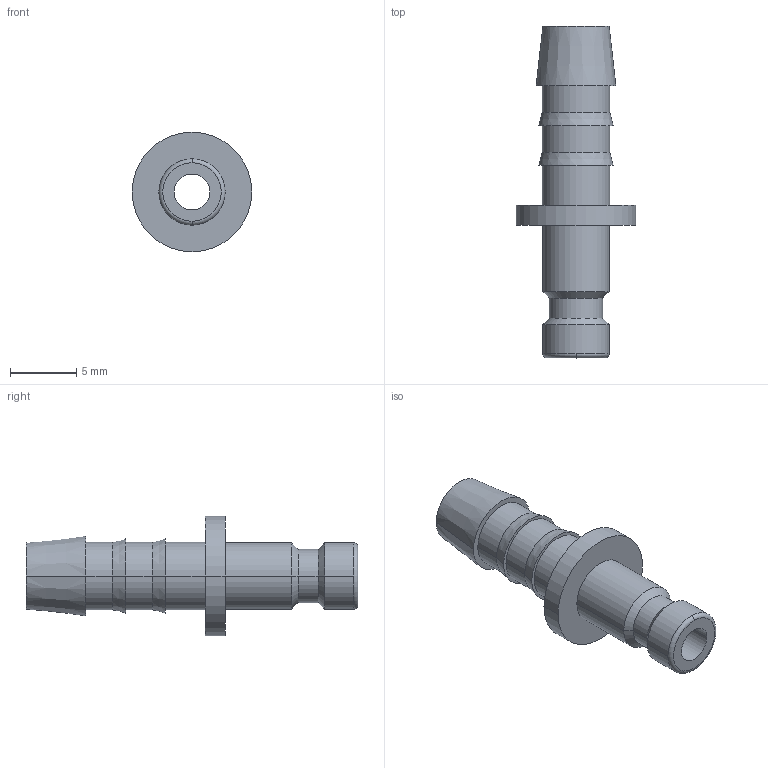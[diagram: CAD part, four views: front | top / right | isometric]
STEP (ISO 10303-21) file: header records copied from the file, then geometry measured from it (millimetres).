
FILE_DESCRIPTION(('STEP AP214'),'1');
FILE_NAME('eshmc_5_sl.stp','2020-04-22T06:06:59',('TraceParts'),('TraceParts S.A.'),'Spatial InterOp 3D',' ',' ');
FILE_SCHEMA(('automotive_design'));
Length unit declared in the file: millimetre
Products named in the file (1): 1
Bounding box: 9 x 25 x 9 mm (x, y, z)
Volume: 429.3 mm3; surface area: 765.3 mm2
Topology: 1 solids, 1 shells, 35 faces, 73 edges, 45 vertices
Faces by surface type: cylinder 16, cone 10, plane 7, torus 2
Entity records: 1246 total; most frequent: DIRECTION 192, CARTESIAN_POINT 154, ORIENTED_EDGE 146, AXIS2_PLACEMENT_3D 83, EDGE_CURVE 73, CIRCLE 47, VERTEX_POINT 45, EDGE_LOOP 42
